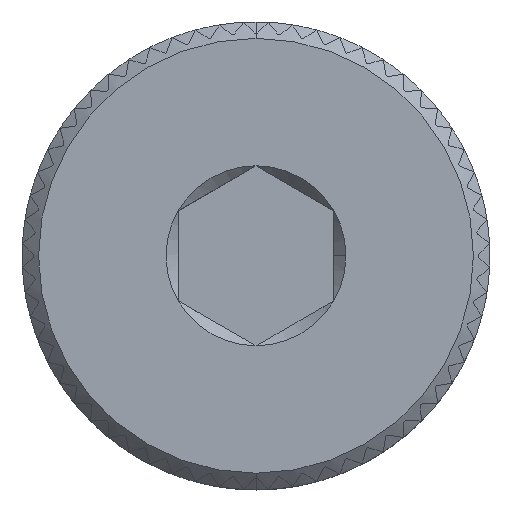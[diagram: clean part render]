
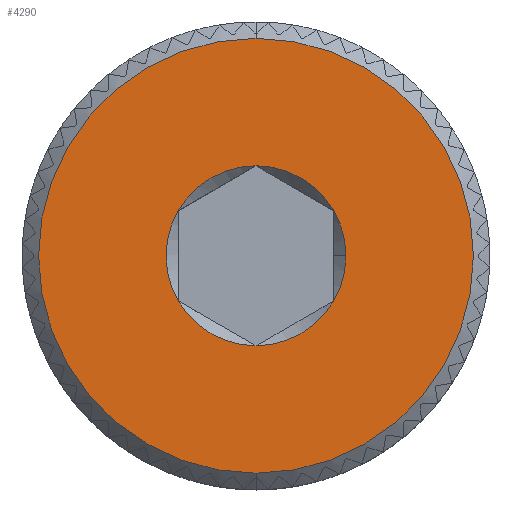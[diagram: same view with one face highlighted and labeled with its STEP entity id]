
A CAD part, top view. The second image highlights one B-rep face of the part: STEP entity #4290.
In plain terms, the highlighted planar face has unit normal (0, 0, 1).
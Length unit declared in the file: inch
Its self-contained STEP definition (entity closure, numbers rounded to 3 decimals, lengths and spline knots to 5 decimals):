
#220 = EDGE_LOOP ( 'NONE', ( #4620, #4621, #4622, #4623, #4624, #4625, #4626 ) ) ;
#229 = EDGE_LOOP ( 'NONE', ( #4627, #4628 ) ) ;
#980 = FACE_BOUND ( 'NONE', #220, .T. ) ;
#993 = FACE_OUTER_BOUND ( 'NONE', #229, .T. ) ;
#1387 = AXIS2_PLACEMENT_3D ( 'NONE', #10175, #10151, #10127 ) ;
#1558 = AXIS2_PLACEMENT_3D ( 'NONE', #8008, #8002, #8001 ) ;
#1630 = AXIS2_PLACEMENT_3D ( 'NONE', #10750, #10749, #10746 ) ;
#1631 = AXIS2_PLACEMENT_3D ( 'NONE', #10744, #10742, #10741 ) ;
#1632 = AXIS2_PLACEMENT_3D ( 'NONE', #10738, #10737, #10736 ) ;
#1633 = AXIS2_PLACEMENT_3D ( 'NONE', #10734, #10732, #10731 ) ;
#1634 = AXIS2_PLACEMENT_3D ( 'NONE', #10729, #10727, #10726 ) ;
#1635 = AXIS2_PLACEMENT_3D ( 'NONE', #10724, #10723, #10720 ) ;
#1636 = AXIS2_PLACEMENT_3D ( 'NONE', #10716, #10715, #10713 ) ;
#1748 = AXIS2_PLACEMENT_3D ( 'NONE', #3907, #3908, #3909 ) ;
#2078 = CIRCLE ( 'NONE', #1748, 0.17437 ) ;
#3907 = CARTESIAN_POINT ( 'NONE',  ( 0., 0., 0. ) ) ;
#3908 = DIRECTION ( 'NONE',  ( 0., 0., 1. ) ) ;
#3909 = DIRECTION ( 'NONE',  ( 0., -1., 0. ) ) ;
#4290 = ADVANCED_FACE ( 'NONE', ( #980, #993 ), #10180, .T. ) ;
#4620 = ORIENTED_EDGE ( 'NONE', *, *, #6610, .F. ) ;
#4621 = ORIENTED_EDGE ( 'NONE', *, *, #6609, .F. ) ;
#4622 = ORIENTED_EDGE ( 'NONE', *, *, #6608, .F. ) ;
#4623 = ORIENTED_EDGE ( 'NONE', *, *, #6607, .F. ) ;
#4624 = ORIENTED_EDGE ( 'NONE', *, *, #6606, .F. ) ;
#4625 = ORIENTED_EDGE ( 'NONE', *, *, #6312, .F. ) ;
#4626 = ORIENTED_EDGE ( 'NONE', *, *, #6605, .F. ) ;
#4627 = ORIENTED_EDGE ( 'NONE', *, *, #6604, .T. ) ;
#4628 = ORIENTED_EDGE ( 'NONE', *, *, #6786, .T. ) ;
#5113 = VERTEX_POINT ( 'NONE', #8412 ) ;
#5185 = VERTEX_POINT ( 'NONE', #8191 ) ;
#5186 = VERTEX_POINT ( 'NONE', #8186 ) ;
#5259 = VERTEX_POINT ( 'NONE', #7887 ) ;
#5308 = VERTEX_POINT ( 'NONE', #8314 ) ;
#5366 = VERTEX_POINT ( 'NONE', #8236 ) ;
#5369 = VERTEX_POINT ( 'NONE', #8232 ) ;
#5371 = VERTEX_POINT ( 'NONE', #8230 ) ;
#5394 = VERTEX_POINT ( 'NONE', #8195 ) ;
#5693 = CIRCLE ( 'NONE', #1558, 0.07217 ) ;
#6199 = CIRCLE ( 'NONE', #1631, 0.07217 ) ;
#6200 = CIRCLE ( 'NONE', #1630, 0.17437 ) ;
#6201 = CIRCLE ( 'NONE', #1632, 0.07217 ) ;
#6202 = CIRCLE ( 'NONE', #1633, 0.07217 ) ;
#6203 = CIRCLE ( 'NONE', #1634, 0.07217 ) ;
#6204 = CIRCLE ( 'NONE', #1635, 0.07217 ) ;
#6205 = CIRCLE ( 'NONE', #1636, 0.07217 ) ;
#6312 = EDGE_CURVE ( 'NONE', #5308, #5369, #5693, .T. ) ;
#6604 = EDGE_CURVE ( 'NONE', #5366, #5113, #6200, .T. ) ;
#6605 = EDGE_CURVE ( 'NONE', #5394, #5308, #6199, .T. ) ;
#6606 = EDGE_CURVE ( 'NONE', #5369, #5371, #6201, .T. ) ;
#6607 = EDGE_CURVE ( 'NONE', #5371, #5186, #6202, .T. ) ;
#6608 = EDGE_CURVE ( 'NONE', #5186, #5185, #6203, .T. ) ;
#6609 = EDGE_CURVE ( 'NONE', #5185, #5259, #6204, .T. ) ;
#6610 = EDGE_CURVE ( 'NONE', #5259, #5394, #6205, .T. ) ;
#6786 = EDGE_CURVE ( 'NONE', #5113, #5366, #2078, .T. ) ;
#7887 = CARTESIAN_POINT ( 'NONE',  ( 0., -0.07217, 0. ) ) ;
#8001 = DIRECTION ( 'NONE',  ( 1., 0., 0. ) ) ;
#8002 = DIRECTION ( 'NONE',  ( 0., 0., 1. ) ) ;
#8008 = CARTESIAN_POINT ( 'NONE',  ( 0., 0., 0. ) ) ;
#8186 = CARTESIAN_POINT ( 'NONE',  ( -0.0625, 0.03608, 0. ) ) ;
#8191 = CARTESIAN_POINT ( 'NONE',  ( -0.0625, -0.03608, 0. ) ) ;
#8195 = CARTESIAN_POINT ( 'NONE',  ( 0.0625, -0.03608, 0. ) ) ;
#8230 = CARTESIAN_POINT ( 'NONE',  ( 0., 0.07217, 0. ) ) ;
#8232 = CARTESIAN_POINT ( 'NONE',  ( 0.0625, 0.03608, 0. ) ) ;
#8236 = CARTESIAN_POINT ( 'NONE',  ( 0., 0.17437, 0. ) ) ;
#8314 = CARTESIAN_POINT ( 'NONE',  ( 0.07217, 0., 0. ) ) ;
#8412 = CARTESIAN_POINT ( 'NONE',  ( 0., -0.17437, 0. ) ) ;
#10127 = DIRECTION ( 'NONE',  ( 0., -1., 0. ) ) ;
#10151 = DIRECTION ( 'NONE',  ( 0., 0., 1. ) ) ;
#10175 = CARTESIAN_POINT ( 'NONE',  ( 0., 0., 0. ) ) ;
#10180 = PLANE ( 'NONE',  #1387 ) ;
#10713 = DIRECTION ( 'NONE',  ( 1., 0., 0. ) ) ;
#10715 = DIRECTION ( 'NONE',  ( 0., 0., 1. ) ) ;
#10716 = CARTESIAN_POINT ( 'NONE',  ( 0., 0., 0. ) ) ;
#10720 = DIRECTION ( 'NONE',  ( 1., 0., 0. ) ) ;
#10723 = DIRECTION ( 'NONE',  ( 0., 0., 1. ) ) ;
#10724 = CARTESIAN_POINT ( 'NONE',  ( 0., 0., 0. ) ) ;
#10726 = DIRECTION ( 'NONE',  ( 1., 0., 0. ) ) ;
#10727 = DIRECTION ( 'NONE',  ( 0., 0., 1. ) ) ;
#10729 = CARTESIAN_POINT ( 'NONE',  ( 0., 0., 0. ) ) ;
#10731 = DIRECTION ( 'NONE',  ( 1., 0., 0. ) ) ;
#10732 = DIRECTION ( 'NONE',  ( 0., 0., 1. ) ) ;
#10734 = CARTESIAN_POINT ( 'NONE',  ( 0., 0., 0. ) ) ;
#10736 = DIRECTION ( 'NONE',  ( 1., 0., 0. ) ) ;
#10737 = DIRECTION ( 'NONE',  ( 0., 0., 1. ) ) ;
#10738 = CARTESIAN_POINT ( 'NONE',  ( 0., 0., 0. ) ) ;
#10741 = DIRECTION ( 'NONE',  ( 1., 0., 0. ) ) ;
#10742 = DIRECTION ( 'NONE',  ( 0., 0., 1. ) ) ;
#10744 = CARTESIAN_POINT ( 'NONE',  ( 0., 0., 0. ) ) ;
#10746 = DIRECTION ( 'NONE',  ( 0., -1., 0. ) ) ;
#10749 = DIRECTION ( 'NONE',  ( 0., 0., 1. ) ) ;
#10750 = CARTESIAN_POINT ( 'NONE',  ( 0., 0., 0. ) ) ;
